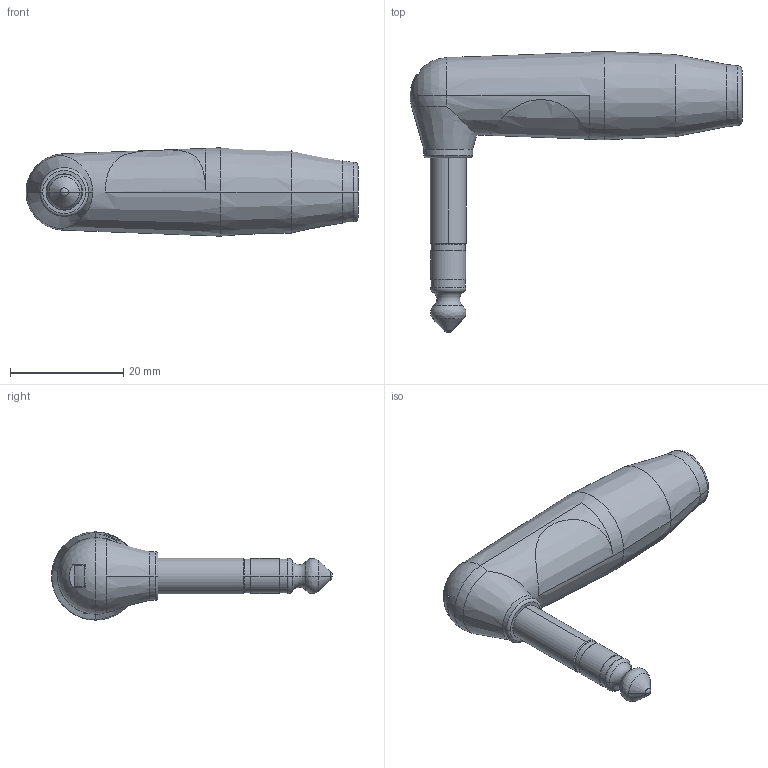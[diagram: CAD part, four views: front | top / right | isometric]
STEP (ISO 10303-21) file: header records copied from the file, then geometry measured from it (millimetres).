
FILE_DESCRIPTION((''),'2;1');
FILE_NAME('RP3RC','2021-04-26T',('xhp'),(''),'PRO/ENGINEER BY PARAMETRIC TECHNOLOGY CORPORATION, 2013040','PRO/ENGINEER BY PARAMETRIC TECHNOLOGY CORPORATION, 2013040','');
FILE_SCHEMA(('CONFIG_CONTROL_DESIGN'));
Length unit declared in the file: millimetre
Products named in the file (1): RP3RC
Bounding box: 58.65 x 49.65 x 15.6 mm (x, y, z)
Volume: 9822.5 mm3; surface area: 4425 mm2
Topology: 1 solids, 5 shells, 310 faces, 902 edges, 560 vertices
Faces by surface type: plane 163, cylinder 91, cone 33, torus 15, sphere 6, bspline 2
Entity records: 10606 total; most frequent: CARTESIAN_POINT 2217, ORIENTED_EDGE 1794, DIRECTION 1793, EDGE_CURVE 897, AXIS2_PLACEMENT_3D 671, VERTEX_POINT 560, VECTOR 451, LINE 451
